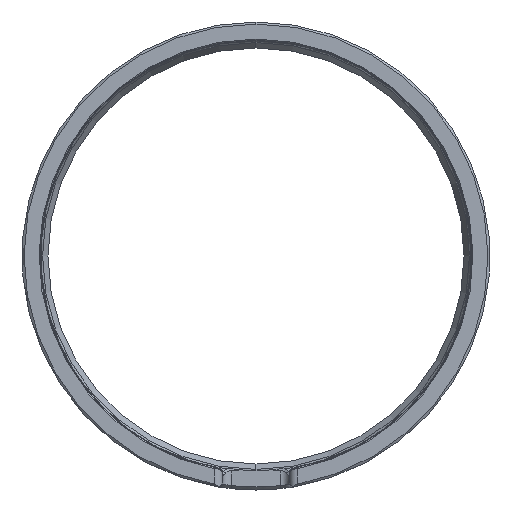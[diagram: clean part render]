
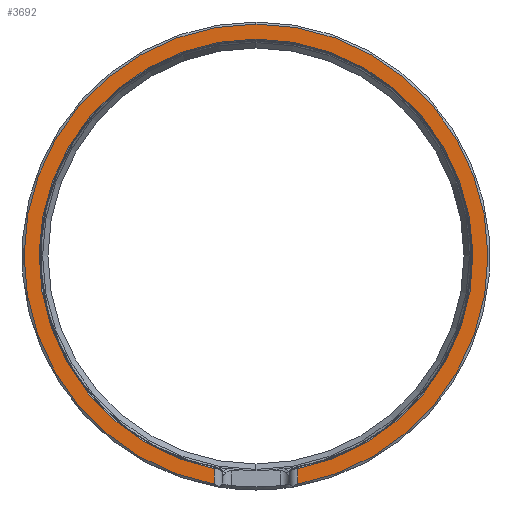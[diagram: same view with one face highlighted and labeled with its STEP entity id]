
A CAD part, left-side view. The second image highlights one B-rep face of the part: STEP entity #3692.
In plain terms, the highlighted planar face has unit normal (-1, 0, 0).
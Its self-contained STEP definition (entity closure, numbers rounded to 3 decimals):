
#63 = EDGE_CURVE ( 'NONE', #3164, #4034, #4542, .T. ) ;
#103 = CARTESIAN_POINT ( 'NONE',  ( -400., -10.2, -51.984 ) ) ;
#221 = DIRECTION ( 'NONE',  ( -1., 0., 0. ) ) ;
#234 = AXIS2_PLACEMENT_3D ( 'NONE', #4616, #2512, #2537 ) ;
#548 = ORIENTED_EDGE ( 'NONE', *, *, #3176, .F. ) ;
#550 = CARTESIAN_POINT ( 'NONE',  ( -400., 10.2, -57.15 ) ) ;
#581 = LINE ( 'NONE', #550, #5481 ) ;
#657 = DIRECTION ( 'NONE',  ( -1., 0., 0. ) ) ;
#904 = DIRECTION ( 'NONE',  ( 0., 0., 1. ) ) ;
#950 = ORIENTED_EDGE ( 'NONE', *, *, #2831, .T. ) ;
#1006 = EDGE_CURVE ( 'NONE', #3164, #5487, #3104, .T. ) ;
#1091 = CARTESIAN_POINT ( 'NONE',  ( -400., -10.2, -57.15 ) ) ;
#1437 = CARTESIAN_POINT ( 'NONE',  ( -400., 0., 0. ) ) ;
#1497 = AXIS2_PLACEMENT_3D ( 'NONE', #1437, #221, #5401 ) ;
#1557 = DIRECTION ( 'NONE',  ( 0., 0., 1. ) ) ;
#2291 = DIRECTION ( 'NONE',  ( 0., 0., 1. ) ) ;
#2355 = FACE_OUTER_BOUND ( 'NONE', #2543, .T. ) ;
#2463 = ORIENTED_EDGE ( 'NONE', *, *, #63, .F. ) ;
#2479 = CIRCLE ( 'NONE', #4565, 52.975 ) ;
#2512 = DIRECTION ( 'NONE',  ( -1., 0., 0. ) ) ;
#2530 = CARTESIAN_POINT ( 'NONE',  ( -400., 0., 0. ) ) ;
#2537 = DIRECTION ( 'NONE',  ( 0., 0., 1. ) ) ;
#2543 = EDGE_LOOP ( 'NONE', ( #2463, #2714, #950, #4109, #548 ) ) ;
#2714 = ORIENTED_EDGE ( 'NONE', *, *, #1006, .T. ) ;
#2831 = EDGE_CURVE ( 'NONE', #5487, #5189, #4471, .T. ) ;
#2874 = CARTESIAN_POINT ( 'NONE',  ( -400., -10.2, -55.724 ) ) ;
#3104 = CIRCLE ( 'NONE', #3652, 56.65 ) ;
#3164 = VERTEX_POINT ( 'NONE', #2874 ) ;
#3176 = EDGE_CURVE ( 'NONE', #4034, #3419, #2479, .T. ) ;
#3257 = CARTESIAN_POINT ( 'NONE',  ( -400., 0., 0. ) ) ;
#3301 = CARTESIAN_POINT ( 'NONE',  ( -400., 10.2, -51.984 ) ) ;
#3419 = VERTEX_POINT ( 'NONE', #3301 ) ;
#3583 = PLANE ( 'NONE',  #1497 ) ;
#3652 = AXIS2_PLACEMENT_3D ( 'NONE', #3257, #657, #1557 ) ;
#3692 = ADVANCED_FACE ( 'NONE', ( #2355 ), #3583, .T. ) ;
#3943 = DIRECTION ( 'NONE',  ( -1., 0., 0. ) ) ;
#3965 = DIRECTION ( 'NONE',  ( 0., 0., 1. ) ) ;
#4034 = VERTEX_POINT ( 'NONE', #103 ) ;
#4109 = ORIENTED_EDGE ( 'NONE', *, *, #5435, .T. ) ;
#4471 = CIRCLE ( 'NONE', #234, 56.65 ) ;
#4542 = LINE ( 'NONE', #1091, #4911 ) ;
#4565 = AXIS2_PLACEMENT_3D ( 'NONE', #2530, #3943, #904 ) ;
#4616 = CARTESIAN_POINT ( 'NONE',  ( -400., 0., 0. ) ) ;
#4911 = VECTOR ( 'NONE', #2291, 1000. ) ;
#5189 = VERTEX_POINT ( 'NONE', #5455 ) ;
#5401 = DIRECTION ( 'NONE',  ( 0., 0., -1. ) ) ;
#5435 = EDGE_CURVE ( 'NONE', #5189, #3419, #581, .T. ) ;
#5448 = CARTESIAN_POINT ( 'NONE',  ( -400., 0., 56.65 ) ) ;
#5455 = CARTESIAN_POINT ( 'NONE',  ( -400., 10.2, -55.724 ) ) ;
#5481 = VECTOR ( 'NONE', #3965, 1000. ) ;
#5487 = VERTEX_POINT ( 'NONE', #5448 ) ;
